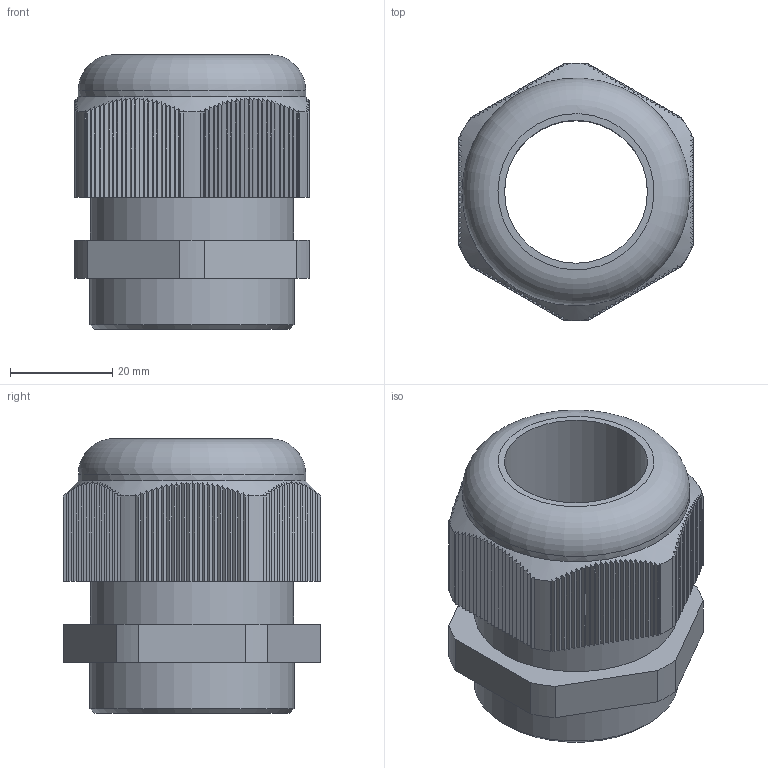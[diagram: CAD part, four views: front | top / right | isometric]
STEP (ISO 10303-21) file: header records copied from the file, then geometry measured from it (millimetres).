
FILE_DESCRIPTION(/* description */ (''),/* implementation_level */ '2;1');
FILE_NAME(/* name */ '12002600_MBF 40.stp',/* time_stamp */ '2016-01-04T09:26:06+01:00',/* author */ ('arempel'),/* organization */ (''),/* preprocessor_version */ 'ST-DEVELOPER v16.1',/* originating_system */ 'Autodesk Inventor 2016',/* authorisation */ '');
FILE_SCHEMA (('AUTOMOTIVE_DESIGN { 1 0 10303 214 3 1 1 }'));
Length unit declared in the file: millimetre
Products named in the file (1): MBF 40_3Dsym
Bounding box: 46 x 50.49 x 53.86 mm (x, y, z)
Volume: 49818.6 mm3; surface area: 16222 mm2
Topology: 1 solids, 1 shells, 318 faces, 939 edges, 626 vertices
Faces by surface type: plane 287, cylinder 28, cone 2, torus 1
Full cylindrical faces by diameter (mm): 28 x1, 39.8 x1, 40 x1, 44.6 x1
Entity records: 10218 total; most frequent: CARTESIAN_POINT 2325, ORIENTED_EDGE 1856, DIRECTION 1444, EDGE_CURVE 928, VERTEX_POINT 622, LINE 594, VECTOR 594, AXIS2_PLACEMENT_3D 425
